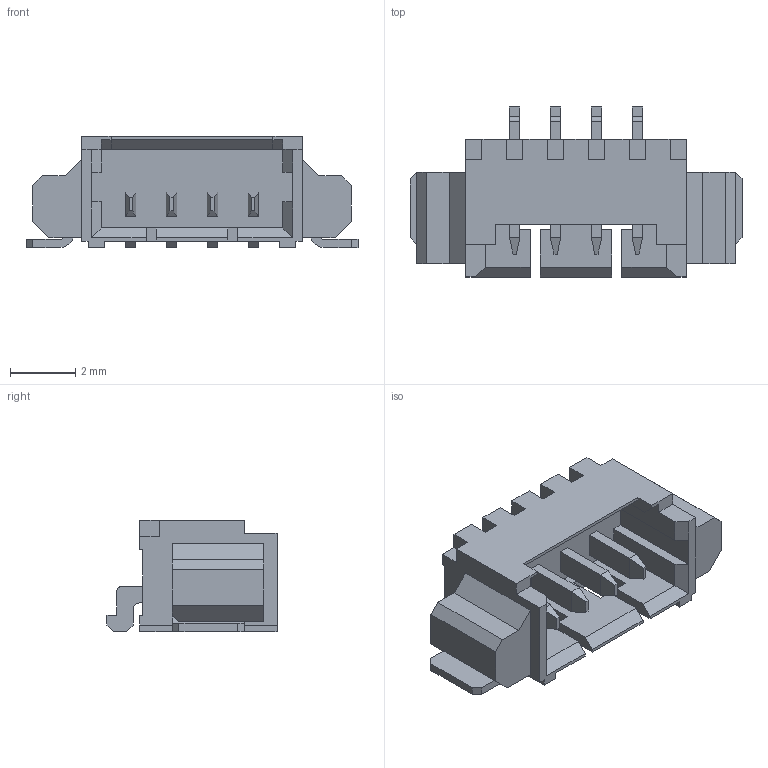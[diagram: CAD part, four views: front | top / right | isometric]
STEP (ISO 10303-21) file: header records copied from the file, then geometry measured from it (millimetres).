
FILE_DESCRIPTION(('FreeCAD Model'),'2;1');
FILE_NAME('_32610471_cp.step','2018-05-29T19:10:32',( 'kicad StepUp'),('ksu MCAD'),'Open CASCADE STEP processor 7.2', 'FreeCAD','Unknown');
FILE_SCHEMA(('AUTOMOTIVE_DESIGN { 1 0 10303 214 1 1 1 1 }'));
Length unit declared in the file: millimetre
Products named in the file (1): _32610471_cp
Bounding box: 10.15 x 5.2 x 3.4 mm (x, y, z)
Volume: 61.7 mm3; surface area: 247.6 mm2
Topology: 1 solids, 1 shells, 260 faces, 765 edges, 540 vertices
Faces by surface type: plane 244, cylinder 16
Entity records: 10317 total; most frequent: CARTESIAN_POINT 1572, ORIENTED_EDGE 1468, DIRECTION 1317, EDGE_CURVE 734, LINE 731, VECTOR 731, VERTEX_POINT 478, AXIS2_PLACEMENT_3D 293
